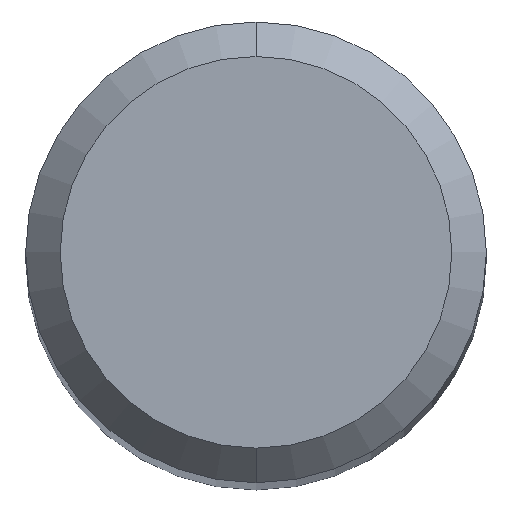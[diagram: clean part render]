
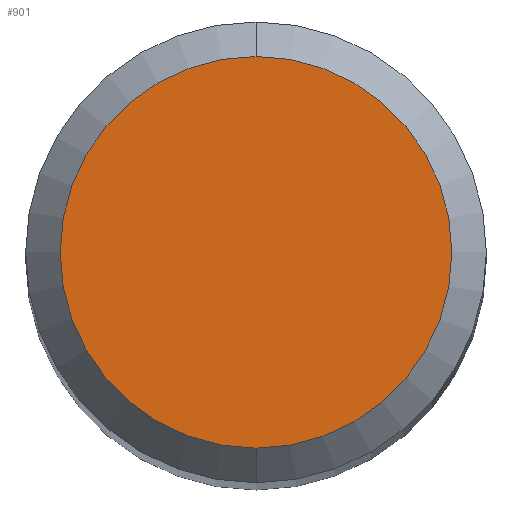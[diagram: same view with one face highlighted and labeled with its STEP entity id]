
A CAD part, top view. The second image highlights one B-rep face of the part: STEP entity #901.
In plain terms, the highlighted planar face has unit normal (0, 0, 1).
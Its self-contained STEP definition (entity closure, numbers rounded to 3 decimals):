
#579=EDGE_CURVE('',#727,#821,#1269,.T.);
#727=VERTEX_POINT('',#1427);
#763=EDGE_CURVE('',#821,#727,#1469,.T.);
#821=VERTEX_POINT('',#1534);
#901=ADVANCED_FACE('',(#1620),#1621,.T.);
#1269=CIRCLE('',#2473,1.7);
#1427=CARTESIAN_POINT('',(0.0,1.7,0.0));
#1469=CIRCLE('',#3080,1.7);
#1534=CARTESIAN_POINT('',(0.,-1.7,0.0));
#1620=FACE_OUTER_BOUND('',#3487,.T.);
#1621=PLANE('',#3488);
#2473=AXIS2_PLACEMENT_3D('',#4052,#4053,#4054);
#3080=AXIS2_PLACEMENT_3D('',#4292,#4293,#4294);
#3487=EDGE_LOOP('',(#4440,#4441));
#3488=AXIS2_PLACEMENT_3D('',#4442,#4443,#4444);
#4052=CARTESIAN_POINT('',(0.0,0.0,0.0));
#4053=DIRECTION('',(0.0,0.0,-1.0));
#4054=DIRECTION('',(0.0,1.0,0.0));
#4292=CARTESIAN_POINT('',(0.0,0.0,0.0));
#4293=DIRECTION('',(0.0,0.0,-1.0));
#4294=DIRECTION('',(0.0,1.0,0.0));
#4440=ORIENTED_EDGE('',*,*,#579,.F.);
#4441=ORIENTED_EDGE('',*,*,#763,.F.);
#4442=CARTESIAN_POINT('',(0.0,0.85,0.0));
#4443=DIRECTION('',(-0.0,0.0,1.0));
#4444=DIRECTION('',(0.0,-1.0,0.0));
